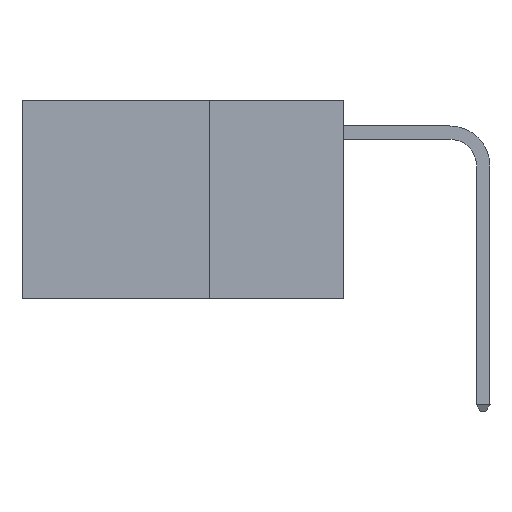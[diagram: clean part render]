
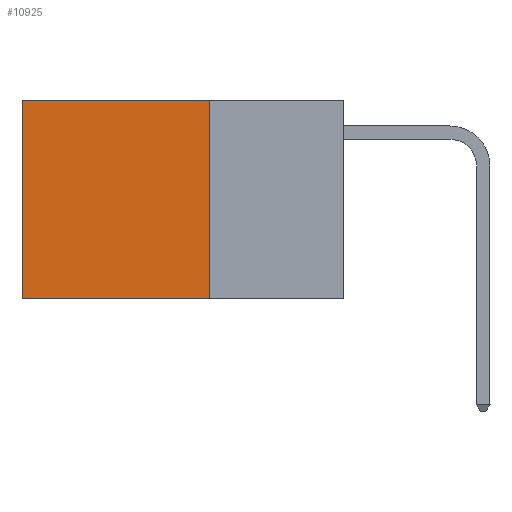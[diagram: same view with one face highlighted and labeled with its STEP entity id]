
A CAD part, left-side view. The second image highlights one B-rep face of the part: STEP entity #10925.
In plain terms, the highlighted planar face has unit normal (-1, 0, 0).
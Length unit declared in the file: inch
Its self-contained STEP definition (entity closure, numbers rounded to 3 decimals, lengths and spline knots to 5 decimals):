
#40 = VERTEX_POINT ( 'NONE', #10101 ) ;
#226 = CARTESIAN_POINT ( 'NONE',  ( 0.2625, 0.25, 0. ) ) ;
#1199 = DIRECTION ( 'NONE',  ( 0., 1., 0. ) ) ;
#1230 = ORIENTED_EDGE ( 'NONE', *, *, #2483, .T. ) ;
#1276 = DIRECTION ( 'NONE',  ( 1., 0., 0. ) ) ;
#1498 = LINE ( 'NONE', #2686, #13712 ) ;
#2483 = EDGE_CURVE ( 'NONE', #5845, #3446, #3090, .T. ) ;
#2532 = CARTESIAN_POINT ( 'NONE',  ( 0.2625, 0.25, 0. ) ) ;
#2686 = CARTESIAN_POINT ( 'NONE',  ( 0.2625, 0.25, -0.37 ) ) ;
#3090 = LINE ( 'NONE', #6513, #3454 ) ;
#3446 = VERTEX_POINT ( 'NONE', #9551 ) ;
#3454 = VECTOR ( 'NONE', #8450, 39.37008 ) ;
#4793 = DIRECTION ( 'NONE',  ( 0., 1., 0. ) ) ;
#5148 = ORIENTED_EDGE ( 'NONE', *, *, #11431, .F. ) ;
#5262 = VECTOR ( 'NONE', #13303, 39.37008 ) ;
#5407 = CARTESIAN_POINT ( 'NONE',  ( 0.2625, 0.25, 0. ) ) ;
#5845 = VERTEX_POINT ( 'NONE', #11213 ) ;
#6513 = CARTESIAN_POINT ( 'NONE',  ( 0.2625, 0.6, 0. ) ) ;
#6765 = EDGE_LOOP ( 'NONE', ( #1230, #10297, #5148, #10402 ) ) ;
#7543 = LINE ( 'NONE', #5407, #10406 ) ;
#7702 = DIRECTION ( 'NONE',  ( 0., 0., -1. ) ) ;
#8450 = DIRECTION ( 'NONE',  ( 0., 0., -1. ) ) ;
#8942 = LINE ( 'NONE', #2532, #5262 ) ;
#9444 = EDGE_CURVE ( 'NONE', #12528, #3446, #1498, .T. ) ;
#9551 = CARTESIAN_POINT ( 'NONE',  ( 0.2625, 0.6, -0.37 ) ) ;
#10101 = CARTESIAN_POINT ( 'NONE',  ( 0.2625, 0.25, 0. ) ) ;
#10297 = ORIENTED_EDGE ( 'NONE', *, *, #9444, .F. ) ;
#10402 = ORIENTED_EDGE ( 'NONE', *, *, #10557, .T. ) ;
#10406 = VECTOR ( 'NONE', #1199, 39.37008 ) ;
#10557 = EDGE_CURVE ( 'NONE', #40, #5845, #7543, .T. ) ;
#10828 = FACE_OUTER_BOUND ( 'NONE', #6765, .T. ) ;
#10925 = ADVANCED_FACE ( 'NONE', ( #10828 ), #11986, .F. ) ;
#11213 = CARTESIAN_POINT ( 'NONE',  ( 0.2625, 0.6, 0. ) ) ;
#11431 = EDGE_CURVE ( 'NONE', #40, #12528, #8942, .T. ) ;
#11986 = PLANE ( 'NONE',  #12965 ) ;
#12464 = CARTESIAN_POINT ( 'NONE',  ( 0.2625, 0.25, -0.37 ) ) ;
#12528 = VERTEX_POINT ( 'NONE', #12464 ) ;
#12965 = AXIS2_PLACEMENT_3D ( 'NONE', #226, #1276, #7702 ) ;
#13303 = DIRECTION ( 'NONE',  ( 0., 0., -1. ) ) ;
#13712 = VECTOR ( 'NONE', #4793, 39.37008 ) ;
